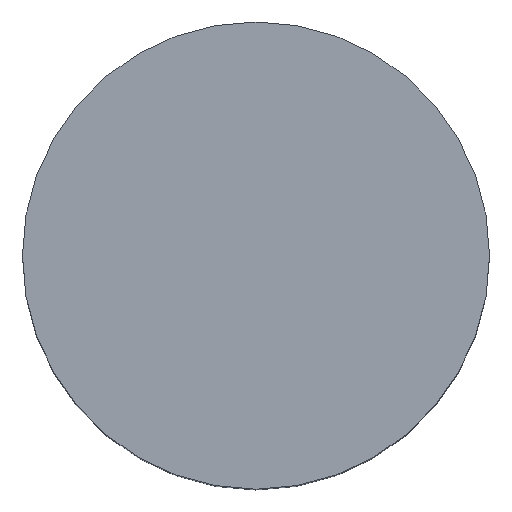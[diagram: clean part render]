
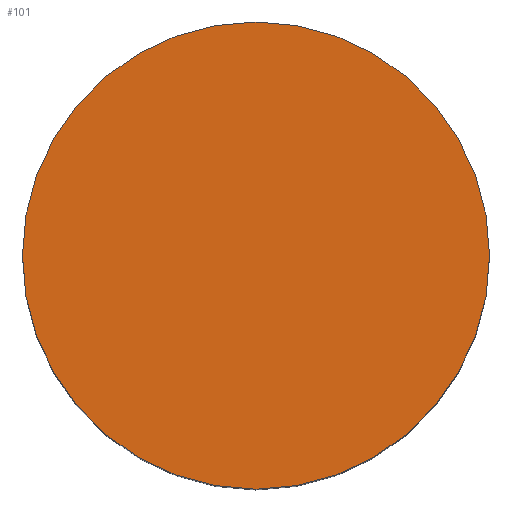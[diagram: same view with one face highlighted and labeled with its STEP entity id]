
A CAD part, top view. The second image highlights one B-rep face of the part: STEP entity #101.
In plain terms, the highlighted planar face has unit normal (0, 0, 1).
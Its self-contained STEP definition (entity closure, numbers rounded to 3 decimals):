
#20=PLANE('',#118);
#42=ORIENTED_EDGE('',*,*,#64,.T.);
#43=ORIENTED_EDGE('',*,*,#56,.T.);
#44=ORIENTED_EDGE('',*,*,#63,.T.);
#45=ORIENTED_EDGE('',*,*,#60,.T.);
#56=EDGE_CURVE('',#69,#68,#75,.F.);
#60=EDGE_CURVE('',#73,#72,#77,.F.);
#63=EDGE_CURVE('',#68,#73,#79,.F.);
#64=EDGE_CURVE('',#72,#69,#80,.F.);
#68=VERTEX_POINT('',#163);
#69=VERTEX_POINT('',#165);
#72=VERTEX_POINT('',#172);
#73=VERTEX_POINT('',#174);
#75=CIRCLE('',#111,1000.);
#77=CIRCLE('',#114,1000.);
#79=CIRCLE('',#117,1000.);
#80=CIRCLE('',#119,1000.);
#85=EDGE_LOOP('',(#42,#43,#44,#45));
#91=FACE_BOUND('',#85,.T.);
#101=ADVANCED_FACE('',(#91),#20,.T.);
#111=AXIS2_PLACEMENT_3D('',#164,#130,#131);
#114=AXIS2_PLACEMENT_3D('',#173,#138,#139);
#117=AXIS2_PLACEMENT_3D('',#178,#145,#146);
#118=AXIS2_PLACEMENT_3D('',#179,#147,#148);
#119=AXIS2_PLACEMENT_3D('',#180,#149,#150);
#130=DIRECTION('',(0.,0.,-1.));
#131=DIRECTION('',(1.,0.,0.));
#138=DIRECTION('',(0.,0.,-1.));
#139=DIRECTION('',(1.,0.,0.));
#145=DIRECTION('',(0.,0.,-1.));
#146=DIRECTION('',(1.,0.,0.));
#147=DIRECTION('',(0.,0.,1.));
#148=DIRECTION('',(1.,0.,0.));
#149=DIRECTION('',(0.,0.,-1.));
#150=DIRECTION('',(1.,0.,0.));
#163=CARTESIAN_POINT('',(0.,1000.,2000.));
#164=CARTESIAN_POINT('',(0.,0.,2000.));
#165=CARTESIAN_POINT('',(1000.,0.,2000.));
#172=CARTESIAN_POINT('',(0.,-1000.,2000.));
#173=CARTESIAN_POINT('',(0.,0.,2000.));
#174=CARTESIAN_POINT('',(-1000.,0.,2000.));
#178=CARTESIAN_POINT('',(0.,0.,2000.));
#179=CARTESIAN_POINT('',(-1000.,-1000.,2000.));
#180=CARTESIAN_POINT('',(0.,0.,2000.));
